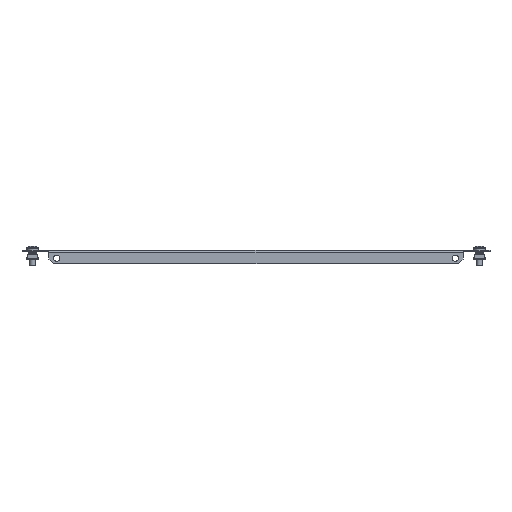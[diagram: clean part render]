
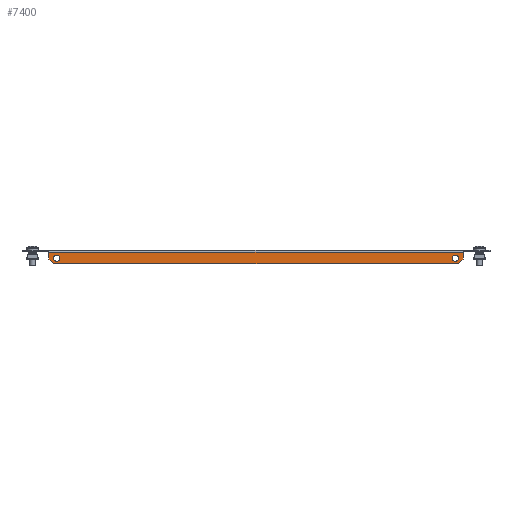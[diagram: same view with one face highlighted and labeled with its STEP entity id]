
A CAD part, front view. The second image highlights one B-rep face of the part: STEP entity #7400.
In plain terms, the highlighted planar face has unit normal (0, -1, 0).
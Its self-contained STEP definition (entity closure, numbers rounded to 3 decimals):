
#214 = EDGE_CURVE ( 'NONE', #7329, #2231, #4830, .T. ) ;
#293 = DIRECTION ( 'NONE',  ( 0.707, 0., -0.707 ) ) ;
#523 = DIRECTION ( 'NONE',  ( 0., 0., 1. ) ) ;
#656 = CARTESIAN_POINT ( 'NONE',  ( 0., -124.5, 0. ) ) ;
#718 = ORIENTED_EDGE ( 'NONE', *, *, #4842, .T. ) ;
#737 = CARTESIAN_POINT ( 'NONE',  ( 215., -124.5, -2. ) ) ;
#823 = LINE ( 'NONE', #2176, #862 ) ;
#862 = VECTOR ( 'NONE', #1564, 1000. ) ;
#942 = CARTESIAN_POINT ( 'NONE',  ( 215., -124.5, -9. ) ) ;
#957 = ORIENTED_EDGE ( 'NONE', *, *, #214, .T. ) ;
#995 = EDGE_LOOP ( 'NONE', ( #957, #718, #4350, #7972, #7915, #3621 ) ) ;
#1031 = VECTOR ( 'NONE', #293, 1000. ) ;
#1117 = EDGE_CURVE ( 'NONE', #5832, #1267, #4068, .T. ) ;
#1128 = AXIS2_PLACEMENT_3D ( 'NONE', #6066, #4871, #1727 ) ;
#1148 = DIRECTION ( 'NONE',  ( -1., 0., 0. ) ) ;
#1262 = DIRECTION ( 'NONE',  ( 0., 0., 1. ) ) ;
#1267 = VERTEX_POINT ( 'NONE', #6397 ) ;
#1417 = VERTEX_POINT ( 'NONE', #942 ) ;
#1481 = ORIENTED_EDGE ( 'NONE', *, *, #7864, .F. ) ;
#1564 = DIRECTION ( 'NONE',  ( 0., 0., -1. ) ) ;
#1689 = DIRECTION ( 'NONE',  ( 1., 0., 0. ) ) ;
#1727 = DIRECTION ( 'NONE',  ( 0., 0., 1. ) ) ;
#1861 = DIRECTION ( 'NONE',  ( 0., 0., 1. ) ) ;
#2009 = VECTOR ( 'NONE', #6200, 1000. ) ;
#2070 = DIRECTION ( 'NONE',  ( 0., -1., 0. ) ) ;
#2176 = CARTESIAN_POINT ( 'NONE',  ( -215., -124.5, 0. ) ) ;
#2231 = VERTEX_POINT ( 'NONE', #4117 ) ;
#2235 = EDGE_CURVE ( 'NONE', #1267, #5832, #3368, .T. ) ;
#2284 = AXIS2_PLACEMENT_3D ( 'NONE', #3778, #3816, #4508 ) ;
#2301 = CARTESIAN_POINT ( 'NONE',  ( 0., -124.5, -2. ) ) ;
#2354 = LINE ( 'NONE', #3011, #2009 ) ;
#2587 = DIRECTION ( 'NONE',  ( 0., -1., 0. ) ) ;
#2648 = VERTEX_POINT ( 'NONE', #6171 ) ;
#2703 = LINE ( 'NONE', #6502, #1031 ) ;
#2962 = CARTESIAN_POINT ( 'NONE',  ( 0., -124.5, -14. ) ) ;
#3011 = CARTESIAN_POINT ( 'NONE',  ( 215., -124.5, 0. ) ) ;
#3072 = AXIS2_PLACEMENT_3D ( 'NONE', #7736, #2070, #523 ) ;
#3361 = EDGE_CURVE ( 'NONE', #7259, #2648, #823, .T. ) ;
#3368 = CIRCLE ( 'NONE', #1128, 3.25 ) ;
#3369 = CARTESIAN_POINT ( 'NONE',  ( -215., -124.5, -2. ) ) ;
#3513 = EDGE_CURVE ( 'NONE', #3781, #7259, #6567, .T. ) ;
#3518 = CARTESIAN_POINT ( 'NONE',  ( 207., -124.5, -11.25 ) ) ;
#3621 = ORIENTED_EDGE ( 'NONE', *, *, #6452, .T. ) ;
#3668 = VECTOR ( 'NONE', #1689, 1000. ) ;
#3759 = CARTESIAN_POINT ( 'NONE',  ( 207., -124.5, -4.75 ) ) ;
#3778 = CARTESIAN_POINT ( 'NONE',  ( 207., -124.5, -8. ) ) ;
#3781 = VERTEX_POINT ( 'NONE', #737 ) ;
#3816 = DIRECTION ( 'NONE',  ( 0., -1., 0. ) ) ;
#3913 = VECTOR ( 'NONE', #5556, 1000. ) ;
#4068 = CIRCLE ( 'NONE', #4729, 3.25 ) ;
#4117 = CARTESIAN_POINT ( 'NONE',  ( 210., -124.5, -14. ) ) ;
#4350 = ORIENTED_EDGE ( 'NONE', *, *, #6766, .T. ) ;
#4371 = EDGE_LOOP ( 'NONE', ( #5425, #5168 ) ) ;
#4394 = FACE_BOUND ( 'NONE', #4371, .T. ) ;
#4402 = VERTEX_POINT ( 'NONE', #3518 ) ;
#4440 = FACE_BOUND ( 'NONE', #6930, .T. ) ;
#4508 = DIRECTION ( 'NONE',  ( 0., 0., 1. ) ) ;
#4729 = AXIS2_PLACEMENT_3D ( 'NONE', #7437, #5658, #1861 ) ;
#4830 = LINE ( 'NONE', #2962, #3668 ) ;
#4842 = EDGE_CURVE ( 'NONE', #2231, #1417, #6150, .T. ) ;
#4871 = DIRECTION ( 'NONE',  ( 0., 1., 0. ) ) ;
#5168 = ORIENTED_EDGE ( 'NONE', *, *, #2235, .T. ) ;
#5425 = ORIENTED_EDGE ( 'NONE', *, *, #1117, .T. ) ;
#5524 = CARTESIAN_POINT ( 'NONE',  ( 112., -124.5, -112. ) ) ;
#5556 = DIRECTION ( 'NONE',  ( 0.707, 0., 0.707 ) ) ;
#5658 = DIRECTION ( 'NONE',  ( 0., 1., 0. ) ) ;
#5797 = ORIENTED_EDGE ( 'NONE', *, *, #8108, .F. ) ;
#5832 = VERTEX_POINT ( 'NONE', #6153 ) ;
#5839 = AXIS2_PLACEMENT_3D ( 'NONE', #656, #2587, #1262 ) ;
#6066 = CARTESIAN_POINT ( 'NONE',  ( -207., -124.5, -8. ) ) ;
#6150 = LINE ( 'NONE', #5524, #3913 ) ;
#6153 = CARTESIAN_POINT ( 'NONE',  ( -207., -124.5, -4.75 ) ) ;
#6171 = CARTESIAN_POINT ( 'NONE',  ( -215., -124.5, -9. ) ) ;
#6200 = DIRECTION ( 'NONE',  ( 0., 0., 1. ) ) ;
#6397 = CARTESIAN_POINT ( 'NONE',  ( -207., -124.5, -11.25 ) ) ;
#6431 = FACE_OUTER_BOUND ( 'NONE', #995, .T. ) ;
#6452 = EDGE_CURVE ( 'NONE', #2648, #7329, #2703, .T. ) ;
#6502 = CARTESIAN_POINT ( 'NONE',  ( -112., -124.5, -112. ) ) ;
#6567 = LINE ( 'NONE', #2301, #7325 ) ;
#6766 = EDGE_CURVE ( 'NONE', #1417, #3781, #2354, .T. ) ;
#6794 = VERTEX_POINT ( 'NONE', #3759 ) ;
#6930 = EDGE_LOOP ( 'NONE', ( #1481, #5797 ) ) ;
#7039 = CIRCLE ( 'NONE', #3072, 3.25 ) ;
#7259 = VERTEX_POINT ( 'NONE', #3369 ) ;
#7325 = VECTOR ( 'NONE', #1148, 1000. ) ;
#7329 = VERTEX_POINT ( 'NONE', #7390 ) ;
#7390 = CARTESIAN_POINT ( 'NONE',  ( -210., -124.5, -14. ) ) ;
#7400 = ADVANCED_FACE ( 'NONE', ( #4440, #4394, #6431 ), #7701, .T. ) ;
#7437 = CARTESIAN_POINT ( 'NONE',  ( -207., -124.5, -8. ) ) ;
#7567 = CIRCLE ( 'NONE', #2284, 3.25 ) ;
#7701 = PLANE ( 'NONE',  #5839 ) ;
#7736 = CARTESIAN_POINT ( 'NONE',  ( 207., -124.5, -8. ) ) ;
#7864 = EDGE_CURVE ( 'NONE', #6794, #4402, #7567, .T. ) ;
#7915 = ORIENTED_EDGE ( 'NONE', *, *, #3361, .T. ) ;
#7972 = ORIENTED_EDGE ( 'NONE', *, *, #3513, .T. ) ;
#8108 = EDGE_CURVE ( 'NONE', #4402, #6794, #7039, .T. ) ;
